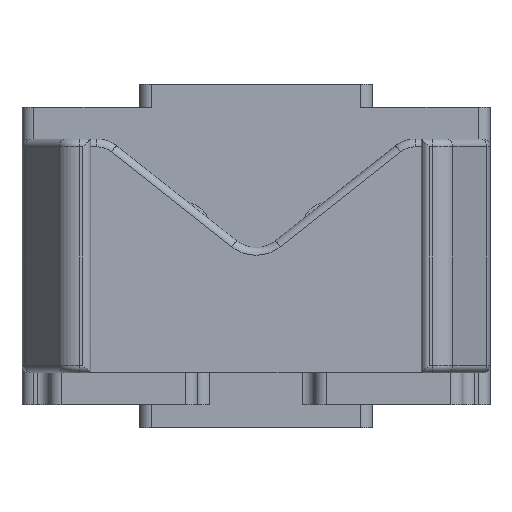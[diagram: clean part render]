
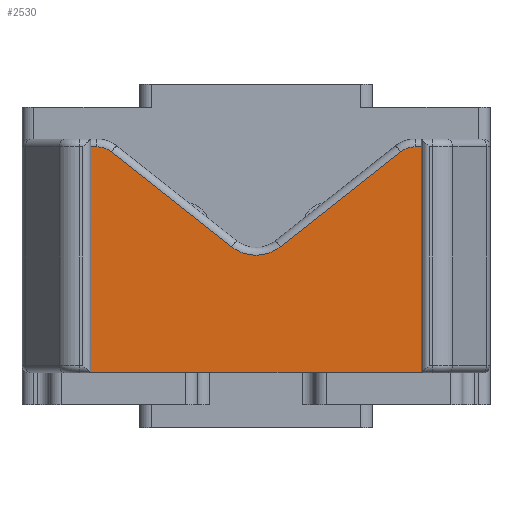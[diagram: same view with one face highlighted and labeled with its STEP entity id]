
A CAD part, front view. The second image highlights one B-rep face of the part: STEP entity #2530.
In plain terms, the highlighted planar face has unit normal (0, -1, 0).
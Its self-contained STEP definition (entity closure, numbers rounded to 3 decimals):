
#75=PLANE('',#2766);
#195=FACE_OUTER_BOUND('',#358,.T.);
#358=EDGE_LOOP('',(#1935,#1936,#1937,#1938,#1939,#1940,#1941,#1942,#1943,
#1944));
#546=CIRCLE('',#2751,3.);
#550=CIRCLE('',#2757,5.);
#554=CIRCLE('',#2763,3.);
#703=LINE('',#4078,#904);
#705=LINE('',#4090,#906);
#707=LINE('',#4102,#908);
#709=LINE('',#4114,#910);
#710=LINE('',#4117,#911);
#711=LINE('',#4119,#912);
#712=LINE('',#4120,#913);
#904=VECTOR('',#3265,10.);
#906=VECTOR('',#3279,10.);
#908=VECTOR('',#3293,10.);
#910=VECTOR('',#3307,10.);
#911=VECTOR('',#3310,10.);
#912=VECTOR('',#3311,10.);
#913=VECTOR('',#3312,10.);
#1114=VERTEX_POINT('',#4071);
#1117=VERTEX_POINT('',#4076);
#1118=VERTEX_POINT('',#4080);
#1120=VERTEX_POINT('',#4086);
#1122=VERTEX_POINT('',#4092);
#1124=VERTEX_POINT('',#4098);
#1126=VERTEX_POINT('',#4104);
#1128=VERTEX_POINT('',#4110);
#1130=VERTEX_POINT('',#4116);
#1131=VERTEX_POINT('',#4118);
#1397=EDGE_CURVE('',#1117,#1114,#703,.T.);
#1400=EDGE_CURVE('',#1114,#1118,#546,.T.);
#1403=EDGE_CURVE('',#1118,#1120,#705,.T.);
#1406=EDGE_CURVE('',#1120,#1122,#550,.T.);
#1409=EDGE_CURVE('',#1122,#1124,#707,.T.);
#1412=EDGE_CURVE('',#1124,#1126,#554,.T.);
#1415=EDGE_CURVE('',#1126,#1128,#709,.T.);
#1416=EDGE_CURVE('',#1117,#1130,#710,.T.);
#1417=EDGE_CURVE('',#1130,#1131,#711,.T.);
#1418=EDGE_CURVE('',#1131,#1128,#712,.T.);
#1935=ORIENTED_EDGE('',*,*,#1415,.F.);
#1936=ORIENTED_EDGE('',*,*,#1412,.F.);
#1937=ORIENTED_EDGE('',*,*,#1409,.F.);
#1938=ORIENTED_EDGE('',*,*,#1406,.F.);
#1939=ORIENTED_EDGE('',*,*,#1403,.F.);
#1940=ORIENTED_EDGE('',*,*,#1400,.F.);
#1941=ORIENTED_EDGE('',*,*,#1397,.F.);
#1942=ORIENTED_EDGE('',*,*,#1416,.T.);
#1943=ORIENTED_EDGE('',*,*,#1417,.T.);
#1944=ORIENTED_EDGE('',*,*,#1418,.T.);
#2530=ADVANCED_FACE('',(#195),#75,.T.);
#2751=AXIS2_PLACEMENT_3D('',#4084,#3272,#3273);
#2757=AXIS2_PLACEMENT_3D('',#4096,#3286,#3287);
#2763=AXIS2_PLACEMENT_3D('',#4108,#3300,#3301);
#2766=AXIS2_PLACEMENT_3D('',#4115,#3308,#3309);
#3265=DIRECTION('',(1.,0.,0.));
#3272=DIRECTION('center_axis',(0.,1.,0.));
#3273=DIRECTION('ref_axis',(0.328,0.,0.945));
#3279=DIRECTION('',(0.785,0.,-0.62));
#3286=DIRECTION('center_axis',(0.,-1.,
0.));
#3287=DIRECTION('ref_axis',(0.,0.,
-1.));
#3293=DIRECTION('',(0.785,0.,0.62));
#3300=DIRECTION('center_axis',(0.,1.,0.));
#3301=DIRECTION('ref_axis',(-0.328,0.,0.945));
#3307=DIRECTION('',(1.,0.,0.));
#3308=DIRECTION('center_axis',(0.,-1.,
0.));
#3309=DIRECTION('ref_axis',(0.,0.,-1.));
#3310=DIRECTION('',(0.,0.,-1.));
#3311=DIRECTION('',(1.,0.,0.));
#3312=DIRECTION('',(0.,0.,1.));
#4071=CARTESIAN_POINT('',(14.379,49.873,36.225));
#4076=CARTESIAN_POINT('',(13.308,49.874,36.225));
#4078=CARTESIAN_POINT('',(4.767,49.875,36.225));
#4080=CARTESIAN_POINT('',(16.238,49.873,35.58));
#4084=CARTESIAN_POINT('Origin',(14.379,49.873,33.225));
#4086=CARTESIAN_POINT('',(31.669,49.871,23.397));
#4090=CARTESIAN_POINT('',(21.259,49.873,31.615));
#4092=CARTESIAN_POINT('',(37.865,49.871,23.397));
#4096=CARTESIAN_POINT('Origin',(34.767,49.871,27.321));
#4098=CARTESIAN_POINT('',(53.297,49.869,35.58));
#4102=CARTESIAN_POINT('',(39.294,49.87,24.525));
#4104=CARTESIAN_POINT('',(55.156,49.868,36.225));
#4108=CARTESIAN_POINT('Origin',(55.156,49.868,33.225));
#4110=CARTESIAN_POINT('',(56.988,49.868,36.225));
#4114=CARTESIAN_POINT('',(4.767,49.875,36.225));
#4115=CARTESIAN_POINT('Origin',(4.767,49.875,37.225));
#4116=CARTESIAN_POINT('',(13.308,49.874,7.225));
#4117=CARTESIAN_POINT('',(13.308,49.874,22.225));
#4118=CARTESIAN_POINT('',(56.988,49.868,7.225));
#4119=CARTESIAN_POINT('',(4.767,49.875,7.225));
#4120=CARTESIAN_POINT('',(56.988,49.868,22.225));
